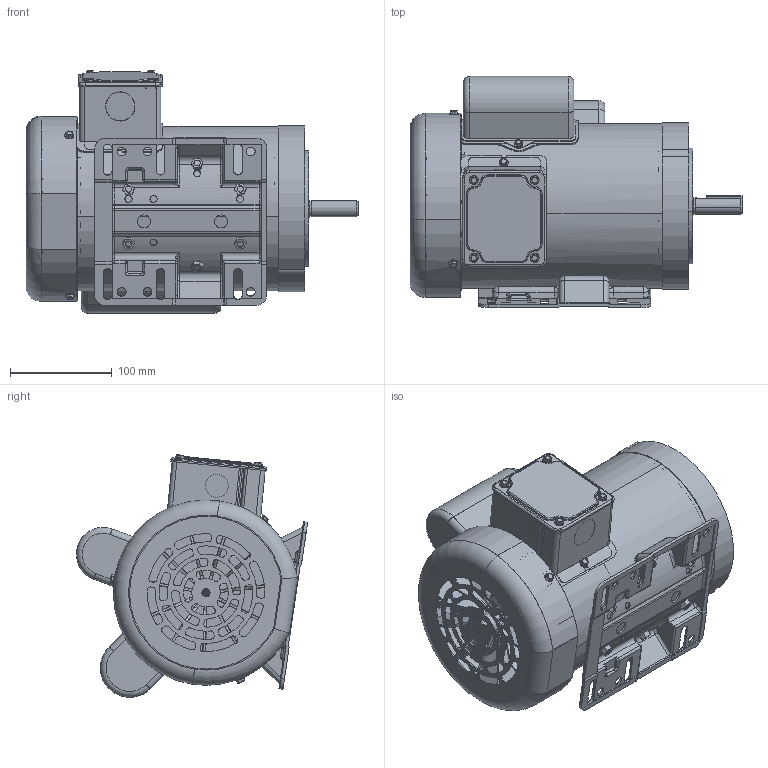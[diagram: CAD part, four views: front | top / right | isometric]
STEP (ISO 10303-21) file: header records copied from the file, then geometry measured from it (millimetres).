
FILE_DESCRIPTION (( 'STEP AP214' ), '1' );
FILE_NAME ('MTR2-002-1AB36.STEP', '2016-01-12T22:01:12', ( '' ), ( '' ), 'SwSTEP 2.0', 'SolidWorks 2015', '' );
FILE_SCHEMA (( 'AUTOMOTIVE_DESIGN' ));
Length unit declared in the file: inch
Products named in the file (25): Large Cap cover; Cap cover; MTA2-BASE-56 ; shaft mid A1; body round A; Elec box gasket; Cap cover gasket; Elec box screw cover; Elec Box; Fan Guard A; Fan; Rear bearing A; Rear end bell C; Cap Cover bolt Hex Washer Screw_AI_IN-HWMS 0.164-32x0.25x0.25-N; Front keyed shaft; Elec Cover bolt Hex Washer Screw_AI_IN-HWMS 0.164-32x0.3125x0.3125-N; front end bell; Shaft Key1875 x 1875 x 1.38; Front bearing A; Front Flange bolt Hex Washer Screw_AI_IN-HWMS 0.19-24x1x1-N; Tail Shaft A; Fan cover bolt Hex Washer Screw_AI_IN-HWMS 0.164-32x0.25x0.25-N; Base bolt Hexagon head tapping screws GB_PreviewCfg; MTR2-002-1AB36; Large Cap Gasket·
Assembly tree (41 placements, depth 2):
  MTR2-002-1AB36
    Tail Shaft A
    Front bearing A
    front end bell
    Front keyed shaft
    Rear end bell C
    Rear bearing A
    Fan
    Fan Guard A
    Elec Box
    Elec box screw cover
    Cap cover gasket
    Elec box gasket
    body round A
    shaft mid A1
    MTA2-BASE-56 
    Cap cover
    Large Cap cover
    Large Cap Gasket·
    Base bolt Hexagon head tapping screws GB_PreviewCfg  x7
    Fan cover bolt Hex Washer Screw_AI_IN-HWMS 0.164-32x0.25x0.25-N  x3
    Front Flange bolt Hex Washer Screw_AI_IN-HWMS 0.19-24x1x1-N  x2
    Shaft Key1875 x 1875 x 1.38
    Elec Cover bolt Hex Washer Screw_AI_IN-HWMS 0.164-32x0.3125x0.3125-N  x4
    Cap Cover bolt Hex Washer Screw_AI_IN-HWMS 0.164-32x0.25x0.25-N  x6
Bounding box: 326.95 x 227.72 x 238.87 mm (x, y, z)
Volume: 919405.3 mm3; surface area: 856011.4 mm2
Topology: 58 solids, 58 shells, 2680 faces, 6989 edges, 4460 vertices
Faces by surface type: cylinder 1049, plane 1024, bspline 291, torus 200, cone 108, sphere 8
Entity records: 99526 total; most frequent: CARTESIAN_POINT 38007, ORIENTED_EDGE 12598, DIRECTION 11505, EDGE_CURVE 6299, AXIS2_PLACEMENT_3D 4382, VERTEX_POINT 4038, VECTOR 2741, LINE 2741
